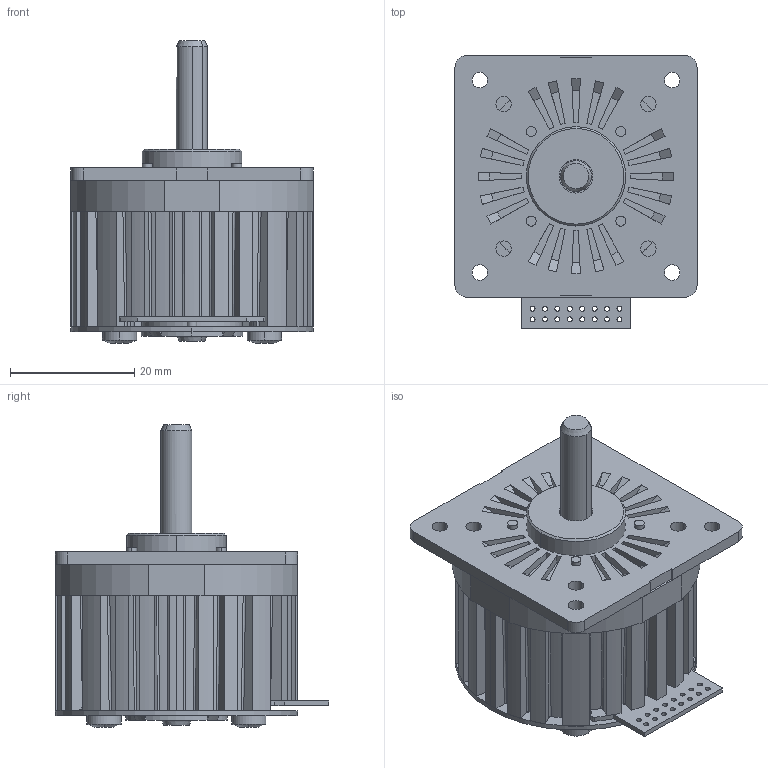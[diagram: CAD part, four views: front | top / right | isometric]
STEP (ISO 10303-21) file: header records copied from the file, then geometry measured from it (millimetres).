
FILE_DESCRIPTION((''),'2;1');
FILE_NAME('2011400001_ASM','2015-06-04T',('sandip.dhanwate'),(''),'PRO/ENGINEER BY PARAMETRIC TECHNOLOGY CORPORATION, 2014310','PRO/ENGINEER BY PARAMETRIC TECHNOLOGY CORPORATION, 2014310','');
FILE_SCHEMA(('CONFIG_CONTROL_DESIGN'));
Length unit declared in the file: millimetre
Products named in the file (12): 2800400007_D_FAUT; 2800400008_D_FAUT; 2610400001Z_D_FAUT_ASM; 2800400009_D_FAUT; 2420401001_D_FAUT_ASM; 2800400006_D_FAUT; 2800400003_D_FAUT; 2270400001Z_D_FAUT_ASM; 2800400062_D_FAUT; 2800400016_D_FAUT; ASM0001_ASM; 2011400001_ASM
Assembly tree (14 placements, depth 4):
  2011400001_ASM
    ASM0001_ASM
      2610400001Z_D_FAUT_ASM
        2800400007_D_FAUT
        2800400008_D_FAUT
      2420401001_D_FAUT_ASM
        2800400009_D_FAUT
      2270400001Z_D_FAUT_ASM
        2800400006_D_FAUT
        2800400003_D_FAUT
      2800400062_D_FAUT
      2800400016_D_FAUT  x4
Bounding box: 39 x 44 x 48.76 mm (x, y, z)
Volume: 29632 mm3; surface area: 20357.6 mm2
Topology: 10 solids, 10 shells, 991 faces, 2582 edges, 1690 vertices
Faces by surface type: plane 523, cylinder 378, cone 82, sphere 8
Entity records: 29761 total; most frequent: CARTESIAN_POINT 5855, DIRECTION 5024, ORIENTED_EDGE 4870, EDGE_CURVE 2435, AXIS2_PLACEMENT_3D 1783, VERTEX_POINT 1591, VECTOR 1458, LINE 1458
